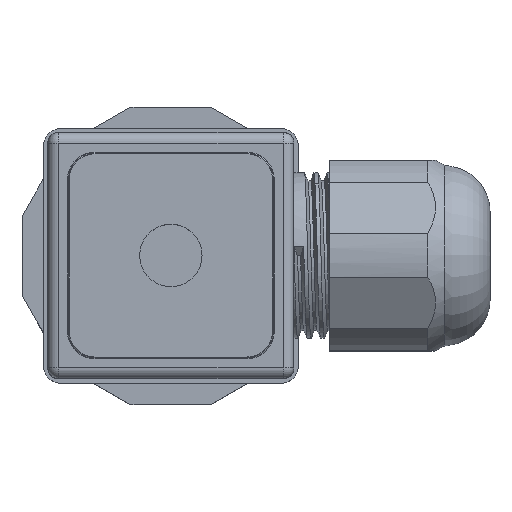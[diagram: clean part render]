
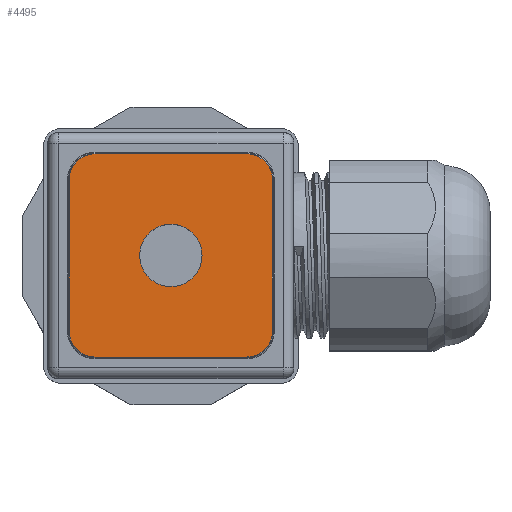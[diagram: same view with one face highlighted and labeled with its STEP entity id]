
A CAD part, top view. The second image highlights one B-rep face of the part: STEP entity #4495.
In plain terms, the highlighted planar face has unit normal (0, 0, 1).
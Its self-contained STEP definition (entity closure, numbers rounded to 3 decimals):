
#4495=ADVANCED_FACE('',(#11183,#11185),#11187,.T.);
#11183=FACE_BOUND('',#11184,.T.);
#11184=EDGE_LOOP('',(#17733,#17734,#17735,#17736,#17737,#17738,#17739,#17740));
#11185=FACE_BOUND('',#11186,.T.);
#11186=EDGE_LOOP('',(#17741));
#11187=PLANE('',#11188);
#11188=AXIS2_PLACEMENT_3D('',#11189,#11190,#11191);
#11189=CARTESIAN_POINT('',(0.,0.,31.));
#11190=DIRECTION('',(0.,0.,1.));
#11191=DIRECTION('',(1.,0.,0.));
#17733=ORIENTED_EDGE('',*,*,#19601,.T.);
#17734=ORIENTED_EDGE('',*,*,#19602,.F.);
#17735=ORIENTED_EDGE('',*,*,#19603,.T.);
#17736=ORIENTED_EDGE('',*,*,#19604,.F.);
#17737=ORIENTED_EDGE('',*,*,#19605,.T.);
#17738=ORIENTED_EDGE('',*,*,#19606,.F.);
#17739=ORIENTED_EDGE('',*,*,#19607,.T.);
#17740=ORIENTED_EDGE('',*,*,#19608,.F.);
#17741=ORIENTED_EDGE('',*,*,#19609,.T.);
#19601=EDGE_CURVE('',#21583,#21584,#21585,.T.);
#19602=EDGE_CURVE('',#21586,#21584,#21587,.F.);
#19603=EDGE_CURVE('',#21586,#21588,#21589,.T.);
#19604=EDGE_CURVE('',#21590,#21588,#21591,.F.);
#19605=EDGE_CURVE('',#21590,#21592,#21593,.T.);
#19606=EDGE_CURVE('',#21594,#21592,#21595,.F.);
#19607=EDGE_CURVE('',#21594,#21596,#21597,.T.);
#19608=EDGE_CURVE('',#21583,#21596,#21598,.F.);
#19609=EDGE_CURVE('',#21599,#21599,#21600,.F.);
#21583=VERTEX_POINT('',#27442);
#21584=VERTEX_POINT('',#27443);
#21585=LINE('',#27444,#27445);
#21586=VERTEX_POINT('',#27447);
#21587=CIRCLE('',#27448,2.9);
#21588=VERTEX_POINT('',#27452);
#21589=LINE('',#27453,#27454);
#21590=VERTEX_POINT('',#27456);
#21591=CIRCLE('',#27457,2.9);
#21592=VERTEX_POINT('',#27461);
#21593=LINE('',#27462,#27463);
#21594=VERTEX_POINT('',#27465);
#21595=CIRCLE('',#27466,2.9);
#21596=VERTEX_POINT('',#27470);
#21597=LINE('',#27471,#27472);
#21598=CIRCLE('',#27474,2.9);
#21599=VERTEX_POINT('',#27478);
#21600=CIRCLE('',#27479,3.5);
#27442=CARTESIAN_POINT('',(-8.5,-11.4,31.));
#27443=CARTESIAN_POINT('',(8.5,-11.4,31.));
#27444=CARTESIAN_POINT('',(-8.5,-11.4,31.));
#27445=VECTOR('',#27446,1.);
#27446=DIRECTION('',(1.,0.,0.));
#27447=CARTESIAN_POINT('',(11.4,-8.5,31.));
#27448=AXIS2_PLACEMENT_3D('',#27449,#27450,#27451);
#27449=CARTESIAN_POINT('',(8.5,-8.5,31.));
#27450=DIRECTION('',(-0.,0.,1.));
#27451=DIRECTION('',(0.,-1.,0.));
#27452=CARTESIAN_POINT('',(11.4,8.5,31.));
#27453=CARTESIAN_POINT('',(11.4,-8.5,31.));
#27454=VECTOR('',#27455,1.);
#27455=DIRECTION('',(0.,1.,0.));
#27456=CARTESIAN_POINT('',(8.5,11.4,31.));
#27457=AXIS2_PLACEMENT_3D('',#27458,#27459,#27460);
#27458=CARTESIAN_POINT('',(8.5,8.5,31.));
#27459=DIRECTION('',(0.,0.,1.));
#27460=DIRECTION('',(1.,0.,0.));
#27461=CARTESIAN_POINT('',(-8.5,11.4,31.));
#27462=CARTESIAN_POINT('',(8.5,11.4,31.));
#27463=VECTOR('',#27464,1.);
#27464=DIRECTION('',(-1.,0.,0.));
#27465=CARTESIAN_POINT('',(-11.4,8.5,31.));
#27466=AXIS2_PLACEMENT_3D('',#27467,#27468,#27469);
#27467=CARTESIAN_POINT('',(-8.5,8.5,31.));
#27468=DIRECTION('',(0.,-0.,1.));
#27469=DIRECTION('',(0.,1.,0.));
#27470=CARTESIAN_POINT('',(-11.4,-8.5,31.));
#27471=CARTESIAN_POINT('',(-11.4,8.5,31.));
#27472=VECTOR('',#27473,1.);
#27473=DIRECTION('',(0.,-1.,0.));
#27474=AXIS2_PLACEMENT_3D('',#27475,#27476,#27477);
#27475=CARTESIAN_POINT('',(-8.5,-8.5,31.));
#27476=DIRECTION('',(-0.,0.,1.));
#27477=DIRECTION('',(-1.,0.,0.));
#27478=CARTESIAN_POINT('',(3.5,0.,31.));
#27479=AXIS2_PLACEMENT_3D('',#27480,#27481,#27482);
#27480=CARTESIAN_POINT('',(0.,0.,31.));
#27481=DIRECTION('',(0.,0.,1.));
#27482=DIRECTION('',(1.,0.,0.));
